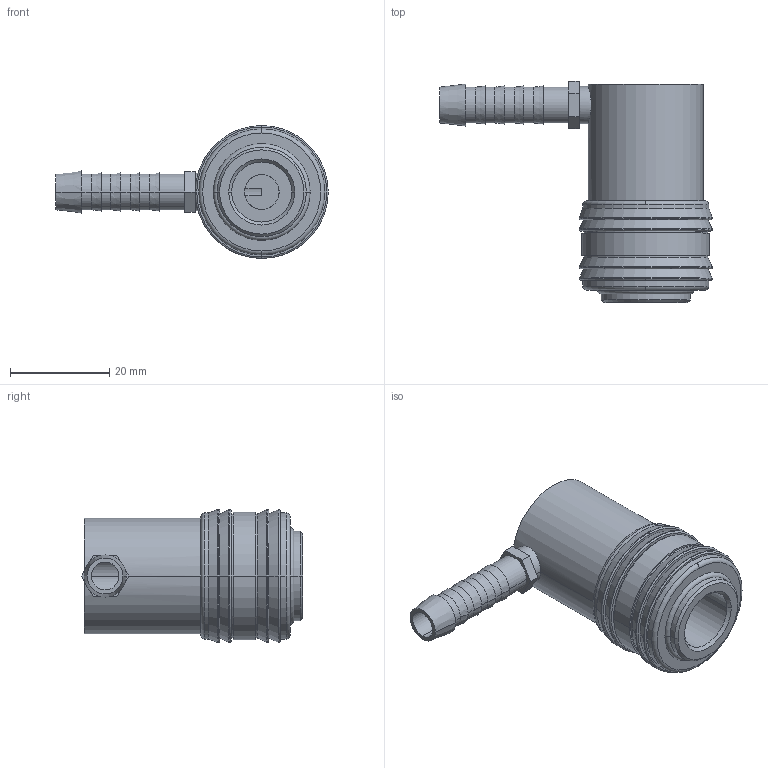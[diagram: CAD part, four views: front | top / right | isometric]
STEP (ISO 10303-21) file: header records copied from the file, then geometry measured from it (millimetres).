
FILE_DESCRIPTION(('STEP AP214'),'1');
FILE_NAME('es_6_t-90.stp','2020-03-05T08:44:19',('TraceParts'),('TraceParts S.A.'),'Spatial InterOp 3D',' ',' ');
FILE_SCHEMA(('automotive_design'));
Length unit declared in the file: millimetre
Products named in the file (1): 1
Bounding box: 54.91 x 44.56 x 26.8 mm (x, y, z)
Volume: 17134 mm3; surface area: 7257.3 mm2
Topology: 1 solids, 1 shells, 103 faces, 235 edges, 150 vertices
Faces by surface type: cylinder 32, plane 27, torus 22, cone 22
Entity records: 4106 total; most frequent: CARTESIAN_POINT 804, DIRECTION 588, ORIENTED_EDGE 470, AXIS2_PLACEMENT_3D 256, EDGE_CURVE 235, CIRCLE 152, VERTEX_POINT 150, EDGE_LOOP 121
